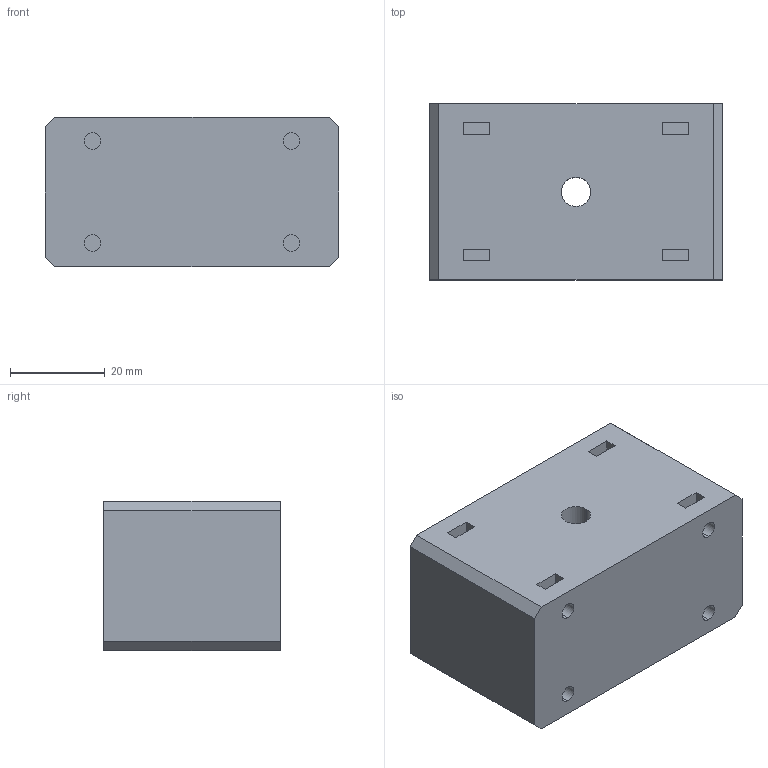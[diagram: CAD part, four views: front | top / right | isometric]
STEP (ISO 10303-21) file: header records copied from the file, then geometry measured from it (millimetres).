
FILE_DESCRIPTION (( 'STEP AP214' ), '1' );
FILE_NAME ('Middle_support.STEP', '2023-07-16T22:06:45', ( '' ), ( '' ), 'SwSTEP 2.0', 'SolidWorks 2020', '' );
FILE_SCHEMA (( 'AUTOMOTIVE_DESIGN' ));
Length unit declared in the file: millimetre
Products named in the file (1): Middle_support
Bounding box: 62 x 37.2 x 31.5 mm (x, y, z)
Volume: 69890.5 mm3; surface area: 12813.2 mm2
Topology: 1 solids, 1 shells, 92 faces, 222 edges, 148 vertices
Faces by surface type: plane 58, cylinder 34
Entity records: 2764 total; most frequent: DIRECTION 476, CARTESIAN_POINT 463, ORIENTED_EDGE 444, EDGE_CURVE 222, AXIS2_PLACEMENT_3D 161, LINE 154, VECTOR 154, VERTEX_POINT 148
